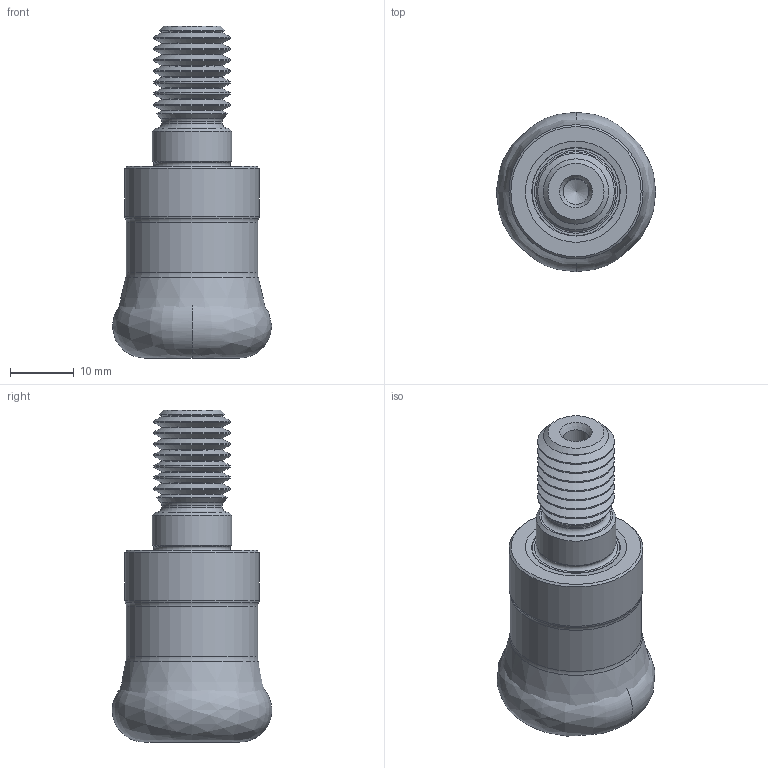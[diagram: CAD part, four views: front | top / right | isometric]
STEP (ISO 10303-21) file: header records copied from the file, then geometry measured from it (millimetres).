
FILE_DESCRIPTION (( 'STEP AP203' ), '1' );
FILE_NAME ('CUT PROFILE - 181011600.STEP', '2019-08-21T10:33:49', ( '' ), ( '' ), 'SwSTEP 2.0', 'SolidWorks 2015', '' );
FILE_SCHEMA (( 'CONFIG_CONTROL_DESIGN' ));
Length unit declared in the file: millimetre
Products named in the file (5): NOCUT^CUT PROFILE - 181011600; CUT PROFILE - 181011600; CUT^CUT PROFILE - 181011600
Assembly tree (2 placements, depth 2):
  CUT PROFILE - 181011600
    CUT^CUT PROFILE - 181011600
    NOCUT^CUT PROFILE - 181011600
  CUT^CUT PROFILE - 181011600
  NOCUT^CUT PROFILE - 181011600
Bounding box: 24.98 x 24.97 x 51.99 mm (x, y, z)
Volume: 15741.5 mm3; surface area: 5688.1 mm2
Topology: 2 solids, 2 shells, 64 faces, 123 edges, 64 vertices
Faces by surface type: cone 26, torus 17, cylinder 12, plane 5, bspline 4
Full cylindrical faces by diameter (mm): 4 x1, 9.5 x1, 12 x7, 12.5 x1, 20.6 x1, 21 x1
Entity records: 2130 total; most frequent: CARTESIAN_POINT 613, DIRECTION 254, AXIS2_PLACEMENT_3D 127, ORIENTED_EDGE 126, EDGE_LOOP 126, FACE_OUTER_BOUND 97, ADVANCED_FACE 64, EDGE_CURVE 63
